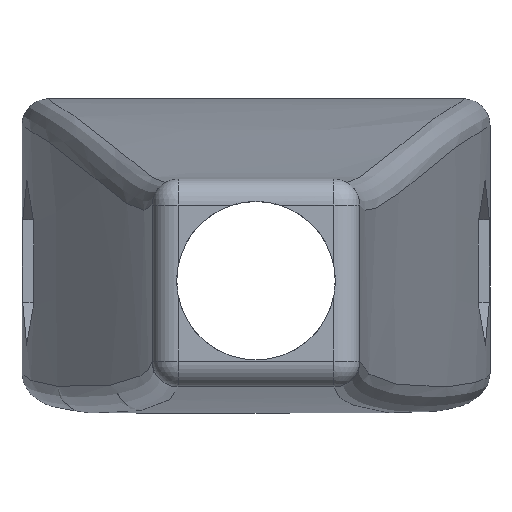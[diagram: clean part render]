
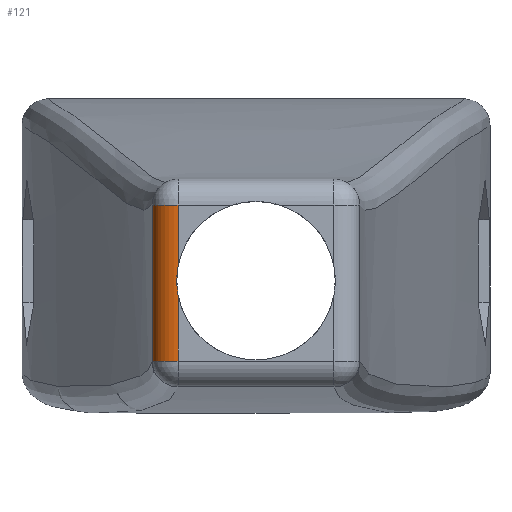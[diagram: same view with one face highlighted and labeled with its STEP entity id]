
A CAD part, front view. The second image highlights one B-rep face of the part: STEP entity #121.
In plain terms, the highlighted cylindrical face has radius 1 mm (diameter 2 mm), a partial arc.
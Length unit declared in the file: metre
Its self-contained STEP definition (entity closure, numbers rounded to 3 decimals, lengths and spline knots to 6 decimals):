
#121 = ADVANCED_FACE( '', ( #272 ), #273, .T. );
#272 = FACE_OUTER_BOUND( '', #695, .T. );
#273 = CYLINDRICAL_SURFACE( '', #696, 0.001 );
#695 = EDGE_LOOP( '', ( #1800, #1801, #1802, #1803, #1804, #1805 ) );
#696 = AXIS2_PLACEMENT_3D( '', #1806, #1807, #1808 );
#1800 = ORIENTED_EDGE( '', *, *, #2200, .F. );
#1801 = ORIENTED_EDGE( '', *, *, #2193, .T. );
#1802 = ORIENTED_EDGE( '', *, *, #2201, .F. );
#1803 = ORIENTED_EDGE( '', *, *, #2118, .F. );
#1804 = ORIENTED_EDGE( '', *, *, #2198, .F. );
#1805 = ORIENTED_EDGE( '', *, *, #2202, .T. );
#1806 = CARTESIAN_POINT( '', ( -0.002997, 0.001, 0.006 ) );
#1807 = DIRECTION( '', ( 0., 0., 1. ) );
#1808 = DIRECTION( '', ( -1., 0., 0. ) );
#2118 = EDGE_CURVE( '', #2314, #2317, #2318, .T. );
#2193 = EDGE_CURVE( '', #2433, #2436, #2438, .F. );
#2198 = EDGE_CURVE( '', #2442, #2314, #2444, .T. );
#2200 = EDGE_CURVE( '', #2433, #2446, #2447, .F. );
#2201 = EDGE_CURVE( '', #2317, #2436, #2448, .T. );
#2202 = EDGE_CURVE( '', #2442, #2446, #2449, .T. );
#2314 = VERTEX_POINT( '', #2598 );
#2317 = VERTEX_POINT( '', #2601 );
#2318 = B_SPLINE_CURVE_WITH_KNOTS( '', 3, ( #2602, #2603, #2604, #2605, #2606 ), .UNSPECIFIED., .F., .F., ( 4, 1, 4 ), ( 0., 0.000564, 0.001128 ), .UNSPECIFIED. );
#2433 = VERTEX_POINT( '', #3050 );
#2436 = VERTEX_POINT( '', #3053 );
#2438 = CIRCLE( '', #3055, 0.001 );
#2442 = VERTEX_POINT( '', #3062 );
#2444 = LINE( '', #3065, #3066 );
#2446 = VERTEX_POINT( '', #3068 );
#2447 = LINE( '', #3069, #3070 );
#2448 = LINE( '', #3071, #3072 );
#2449 = CIRCLE( '', #3073, 0.001 );
#2598 = CARTESIAN_POINT( '', ( -0.002997, 0., 0.006564 ) );
#2601 = CARTESIAN_POINT( '', ( -0.002997, 0., 0.005436 ) );
#2602 = CARTESIAN_POINT( '', ( -0.002997, 0., 0.006564 ) );
#2603 = CARTESIAN_POINT( '', ( -0.003033, 0., 0.006376 ) );
#2604 = CARTESIAN_POINT( '', ( -0.003067, 0.000003, 0.006 ) );
#2605 = CARTESIAN_POINT( '', ( -0.003033, 0., 0.005624 ) );
#2606 = CARTESIAN_POINT( '', ( -0.002997, 0., 0.005436 ) );
#3050 = CARTESIAN_POINT( '', ( -0.003997, 0.000992, 0.002906 ) );
#3053 = CARTESIAN_POINT( '', ( -0.002997, 0., 0.002906 ) );
#3055 = AXIS2_PLACEMENT_3D( '', #3714, #3715, #3716 );
#3062 = CARTESIAN_POINT( '', ( -0.002997, 0., 0.008914 ) );
#3065 = CARTESIAN_POINT( '', ( -0.002997, 0., 0.014 ) );
#3066 = VECTOR( '', #3718, 1. );
#3068 = CARTESIAN_POINT( '', ( -0.003997, 0.000992, 0.008914 ) );
#3069 = CARTESIAN_POINT( '', ( -0.003997, 0.000992, 0.001902 ) );
#3070 = VECTOR( '', #3719, 1. );
#3071 = CARTESIAN_POINT( '', ( -0.002997, 0., 0.014 ) );
#3072 = VECTOR( '', #3720, 1. );
#3073 = AXIS2_PLACEMENT_3D( '', #3721, #3722, #3723 );
#3714 = CARTESIAN_POINT( '', ( -0.002997, 0.001, 0.002906 ) );
#3715 = DIRECTION( '', ( 0., 0., -1. ) );
#3716 = DIRECTION( '', ( -1., 0., 0. ) );
#3718 = DIRECTION( '', ( 0., 0., -1. ) );
#3719 = DIRECTION( '', ( 0., 0., -1. ) );
#3720 = DIRECTION( '', ( 0., 0., -1. ) );
#3721 = CARTESIAN_POINT( '', ( -0.002997, 0.001, 0.008914 ) );
#3722 = DIRECTION( '', ( 0., 0., -1. ) );
#3723 = DIRECTION( '', ( -1., 0., 0. ) );
